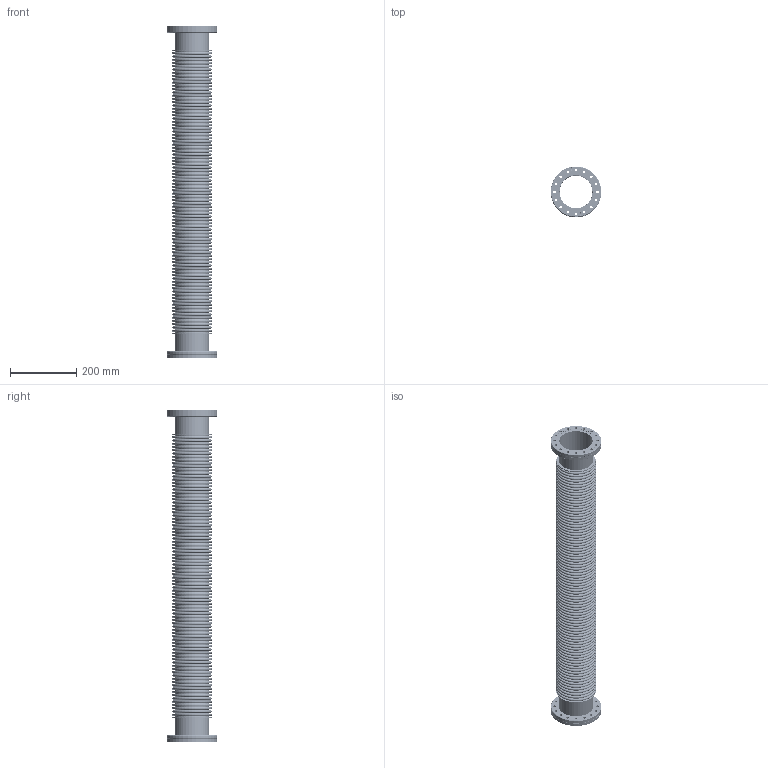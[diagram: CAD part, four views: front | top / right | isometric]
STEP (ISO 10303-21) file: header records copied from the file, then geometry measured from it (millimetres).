
FILE_DESCRIPTION (( 'STEP AP214' ), '1' );
FILE_NAME ('420 SWN 100-1000.STEP', '2012-07-30T12:19:50', ( '' ), ( '' ), 'SwSTEP 2.0', 'SolidWorks 2010', '' );
FILE_SCHEMA (( 'AUTOMOTIVE_DESIGN' ));
Products named in the file (1): 420 SWN 100-1000
Bounding box: 152 x 152 x 1000 mm (x, y, z)
Volume: 672494.6 mm3; surface area: 1693805.8 mm2
Topology: 2 solids, 3 shells, 2575 faces, 5224 edges, 3012 vertices
Faces by surface type: torus 1394, cylinder 804, plane 367, cone 10
Entity records: 68593 total; most frequent: DIRECTION 14762, CARTESIAN_POINT 10928, ORIENTED_EDGE 10448, AXIS2_PLACEMENT_3D 6974, EDGE_CURVE 5224, CIRCLE 4398, VERTEX_POINT 3012, EDGE_LOOP 3002
